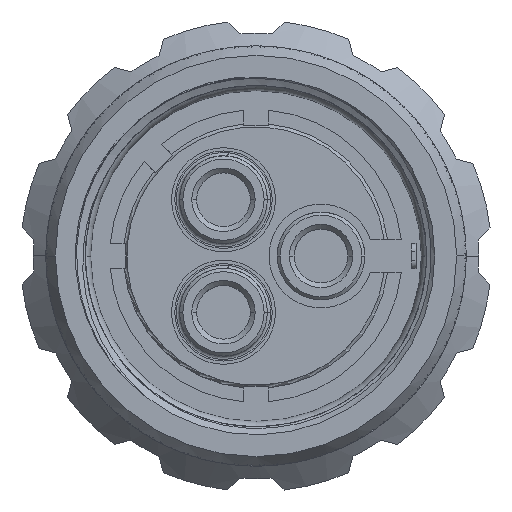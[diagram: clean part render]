
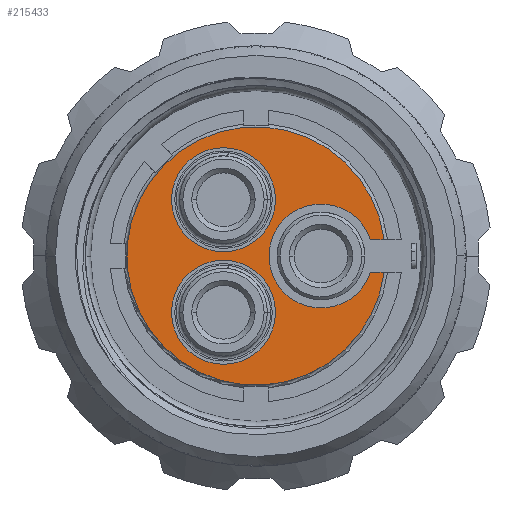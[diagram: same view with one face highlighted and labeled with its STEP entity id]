
A CAD part, left-side view. The second image highlights one B-rep face of the part: STEP entity #215433.
In plain terms, the highlighted planar face has unit normal (-1, 0, 0).
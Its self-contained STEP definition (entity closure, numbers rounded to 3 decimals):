
#66378=CARTESIAN_POINT('',(-6.8,0.,0.));
#66379=DIRECTION('',(-1.,0.,0.));
#66380=DIRECTION('',(0.,-0.992,0.126));
#66381=AXIS2_PLACEMENT_3D('',#66378,#66379,#66380);
#66404=CARTESIAN_POINT('',(-6.8,-4.,0.));
#66405=DIRECTION('',(1.,0.,0.));
#66406=DIRECTION('',(0.,-0.95,-0.313));
#66407=AXIS2_PLACEMENT_3D('',#66404,#66405,#66406);
#66409=DIRECTION('',(0.,1.,0.));
#66410=VECTOR('',#66409,0.847);
#66411=CARTESIAN_POINT('',(-6.8,-7.887,-1.));
#66412=LINE('20791',#66411,#66410);
#66413=DIRECTION('',(0.,1.,0.));
#66414=VECTOR('',#66413,0.847);
#66415=CARTESIAN_POINT('',(-6.8,-7.887,1.));
#66416=LINE('20792',#66415,#66414);
#66417=CARTESIAN_POINT('',(-6.8,2.,-3.464));
#66418=DIRECTION('',(-1.,0.,0.));
#66419=DIRECTION('',(0.,0.5,-0.866));
#66420=AXIS2_PLACEMENT_3D('',#66417,#66418,#66419);
#66422=CARTESIAN_POINT('',(-6.8,2.,-3.464));
#66423=DIRECTION('',(-1.,0.,0.));
#66424=DIRECTION('',(0.,-0.5,0.866));
#66425=AXIS2_PLACEMENT_3D('',#66422,#66423,#66424);
#66427=CARTESIAN_POINT('',(-6.8,2.,3.464));
#66428=DIRECTION('',(-1.,0.,0.));
#66429=DIRECTION('',(0.,0.5,0.866));
#66430=AXIS2_PLACEMENT_3D('',#66427,#66428,#66429);
#66432=CARTESIAN_POINT('',(-6.8,2.,3.464));
#66433=DIRECTION('',(-1.,0.,0.));
#66434=DIRECTION('',(0.,-0.5,-0.866));
#66435=AXIS2_PLACEMENT_3D('',#66432,#66433,#66434);
#79369=CARTESIAN_POINT('',(-6.8,3.6,-6.235));
#79370=CARTESIAN_POINT('',(-6.8,0.4,-0.693));
#79371=VERTEX_POINT('',#79369);
#79372=VERTEX_POINT('',#79370);
#79373=CARTESIAN_POINT('',(-6.8,3.6,6.235));
#79374=CARTESIAN_POINT('',(-6.8,0.4,0.693));
#79375=VERTEX_POINT('',#79373);
#79376=VERTEX_POINT('',#79374);
#79377=CARTESIAN_POINT('',(-6.8,-7.887,-1.));
#79378=CARTESIAN_POINT('',(-6.8,-7.04,-1.));
#79379=VERTEX_POINT('',#79377);
#79380=VERTEX_POINT('',#79378);
#79381=CARTESIAN_POINT('',(-6.8,-7.887,1.));
#79382=CARTESIAN_POINT('',(-6.8,-7.04,1.));
#79383=VERTEX_POINT('',#79381);
#79384=VERTEX_POINT('',#79382);
#215410=CARTESIAN_POINT('',(-6.8,0.,0.));
#215411=DIRECTION('',(1.,0.,0.));
#215412=DIRECTION('',(0.,-1.,0.));
#215413=AXIS2_PLACEMENT_3D('',#215410,#215411,#215412);
#215414=PLANE('1474',#215413);
#215415=ORIENTED_EDGE('20791',*,*,#215330,.F.);
#215416=ORIENTED_EDGE('20801',*,*,#215352,.F.);
#215417=ORIENTED_EDGE('20792',*,*,#215373,.T.);
#215418=ORIENTED_EDGE('20802',*,*,#215397,.F.);
#215419=EDGE_LOOP('1474',(#215415,#215416,#215417,#215418));
#215420=FACE_OUTER_BOUND('1474',#215419,.F.);
#215422=ORIENTED_EDGE('20767',*,*,#215421,.T.);
#215424=ORIENTED_EDGE('20768',*,*,#215423,.T.);
#215425=EDGE_LOOP('1474',(#215422,#215424));
#215426=FACE_BOUND('1474',#215425,.F.);
#215428=ORIENTED_EDGE('20769',*,*,#215427,.T.);
#215430=ORIENTED_EDGE('20770',*,*,#215429,.T.);
#215431=EDGE_LOOP('1474',(#215428,#215430));
#215432=FACE_BOUND('1474',#215431,.F.);
#66382=CIRCLE('20801',#66381,7.95);
#66408=CIRCLE('20802',#66407,3.2);
#66421=CIRCLE('20767',#66420,3.2);
#66426=CIRCLE('20768',#66425,3.2);
#66431=CIRCLE('20769',#66430,3.2);
#66436=CIRCLE('20770',#66435,3.2);
#215330=EDGE_CURVE('20791',#79379,#79380,#66412,.T.);
#215352=EDGE_CURVE('20801',#79383,#79379,#66382,.T.);
#215373=EDGE_CURVE('20792',#79383,#79384,#66416,.T.);
#215397=EDGE_CURVE('20802',#79380,#79384,#66408,.T.);
#215421=EDGE_CURVE('20767',#79371,#79372,#66421,.T.);
#215423=EDGE_CURVE('20768',#79372,#79371,#66426,.T.);
#215427=EDGE_CURVE('20769',#79375,#79376,#66431,.T.);
#215429=EDGE_CURVE('20770',#79376,#79375,#66436,.T.);
#215433=ADVANCED_FACE('1474',(#215420,#215426,#215432),#215414,.F.);
